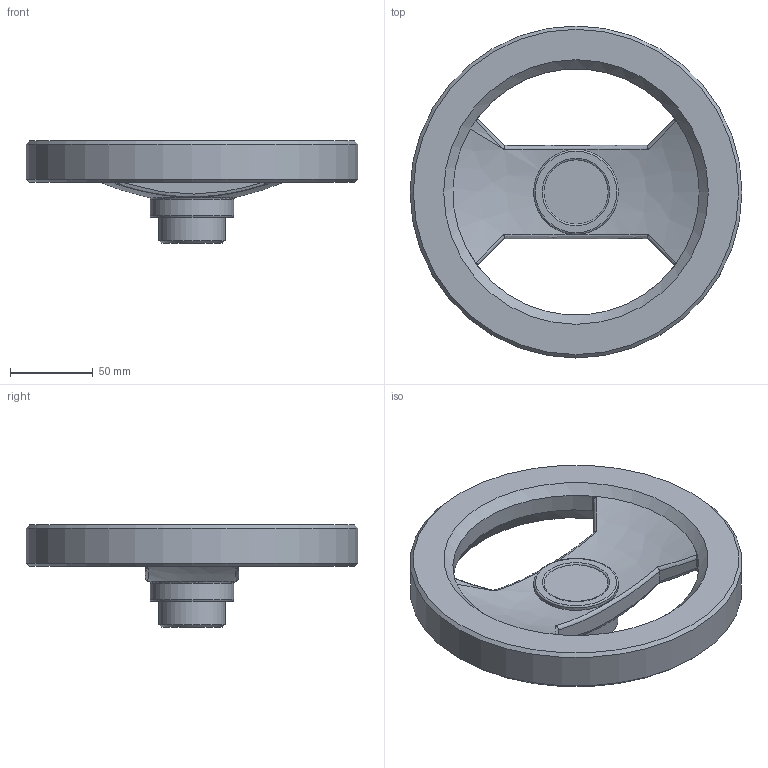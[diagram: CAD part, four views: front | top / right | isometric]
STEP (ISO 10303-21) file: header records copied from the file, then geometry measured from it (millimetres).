
FILE_DESCRIPTION( ( 'Unknown' ), '1' );
FILE_NAME( '6105015_VR2_200.stp', 'Unknown', ( 'Unknown' ), ( 'Unknown' ), 'PSStep 10.0', 'Unknown', ' ' );
FILE_SCHEMA( ( 'automotive_design' ) );
Length unit declared in the file: millimetre
Products named in the file (1): 6105015
Bounding box: 200 x 200 x 61.5 mm (x, y, z)
Volume: 494359.4 mm3; surface area: 76183.9 mm2
Topology: 1 solids, 2 shells, 61 faces, 150 edges, 92 vertices
Faces by surface type: bspline 24, plane 13, cylinder 12, cone 8, torus 4
Full cylindrical faces by diameter (mm): 6 x1, 32 x1, 40 x1, 50.5 x1, 51 x1, 200 x1
Entity records: 6168 total; most frequent: CARTESIAN_POINT 4605, ORIENTED_EDGE 232, DIRECTION 168, EDGE_CURVE 116, EDGE_LOOP 84, VERTEX_POINT 81, AXIS2_PLACEMENT_3D 78, FACE_OUTER_BOUND 71
